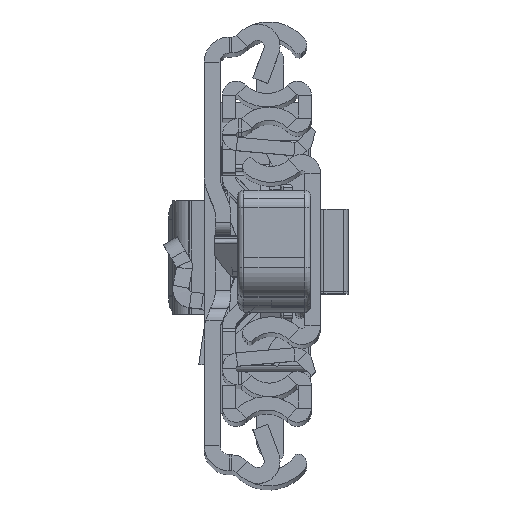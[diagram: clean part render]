
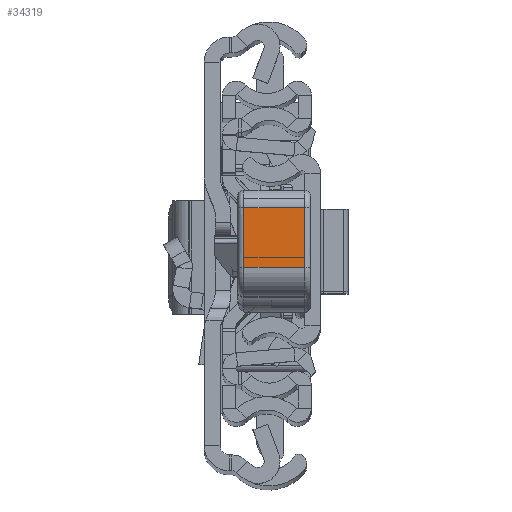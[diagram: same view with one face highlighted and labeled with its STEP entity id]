
A CAD part, top view. The second image highlights one B-rep face of the part: STEP entity #34319.
In plain terms, the highlighted face is planar.
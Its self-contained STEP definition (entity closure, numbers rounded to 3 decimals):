
#501 = VECTOR ( 'NONE', #34877, 1000. ) ;
#1384 = VECTOR ( 'NONE', #21041, 1000. ) ;
#2127 = DIRECTION ( 'NONE',  ( 0., 0., -1. ) ) ;
#3490 = DIRECTION ( 'NONE',  ( -0.027, -1., 0. ) ) ;
#3601 = CARTESIAN_POINT ( 'NONE',  ( 39.55, -12.274, -11. ) ) ;
#3938 = VERTEX_POINT ( 'NONE', #14972 ) ;
#4331 = CARTESIAN_POINT ( 'NONE',  ( 39.55, -12.274, 0. ) ) ;
#4754 = CARTESIAN_POINT ( 'NONE',  ( 39.818, -2.465, -11. ) ) ;
#6500 = ORIENTED_EDGE ( 'NONE', *, *, #10313, .F. ) ;
#8238 = CARTESIAN_POINT ( 'NONE',  ( 39.55, -12.274, 0. ) ) ;
#9466 = LINE ( 'NONE', #15453, #26875 ) ;
#9575 = LINE ( 'NONE', #3601, #1384 ) ;
#9802 = LINE ( 'NONE', #4754, #15159 ) ;
#10313 = EDGE_CURVE ( 'NONE', #23789, #17540, #9575, .T. ) ;
#11127 = PLANE ( 'NONE',  #25671 ) ;
#11900 = CARTESIAN_POINT ( 'NONE',  ( 39.55, -12.274, -10. ) ) ;
#14972 = CARTESIAN_POINT ( 'NONE',  ( 39.818, -2.465, -10. ) ) ;
#15159 = VECTOR ( 'NONE', #2127, 1000. ) ;
#15453 = CARTESIAN_POINT ( 'NONE',  ( 39.55, -12.274, -10. ) ) ;
#16195 = CARTESIAN_POINT ( 'NONE',  ( 39.55, -12.274, -11. ) ) ;
#16580 = FACE_OUTER_BOUND ( 'NONE', #20125, .T. ) ;
#17540 = VERTEX_POINT ( 'NONE', #8238 ) ;
#17780 = CARTESIAN_POINT ( 'NONE',  ( 39.818, -2.465, 0. ) ) ;
#18500 = VERTEX_POINT ( 'NONE', #17780 ) ;
#19588 = DIRECTION ( 'NONE',  ( -0.027, -1., 0. ) ) ;
#20125 = EDGE_LOOP ( 'NONE', ( #6500, #21956, #36840, #29413 ) ) ;
#21041 = DIRECTION ( 'NONE',  ( 0., 0., 1. ) ) ;
#21866 = DIRECTION ( 'NONE',  ( -1., 0.027, 0. ) ) ;
#21956 = ORIENTED_EDGE ( 'NONE', *, *, #28846, .F. ) ;
#22048 = EDGE_CURVE ( 'NONE', #18500, #3938, #9802, .T. ) ;
#23789 = VERTEX_POINT ( 'NONE', #11900 ) ;
#25671 = AXIS2_PLACEMENT_3D ( 'NONE', #16195, #21866, #19588 ) ;
#26826 = LINE ( 'NONE', #4331, #501 ) ;
#26875 = VECTOR ( 'NONE', #3490, 1000. ) ;
#28654 = EDGE_CURVE ( 'NONE', #17540, #18500, #26826, .T. ) ;
#28846 = EDGE_CURVE ( 'NONE', #3938, #23789, #9466, .T. ) ;
#29413 = ORIENTED_EDGE ( 'NONE', *, *, #28654, .F. ) ;
#34319 = ADVANCED_FACE ( 'NONE', ( #16580 ), #11127, .F. ) ;
#34877 = DIRECTION ( 'NONE',  ( 0.027, 1., 0. ) ) ;
#36840 = ORIENTED_EDGE ( 'NONE', *, *, #22048, .F. ) ;
